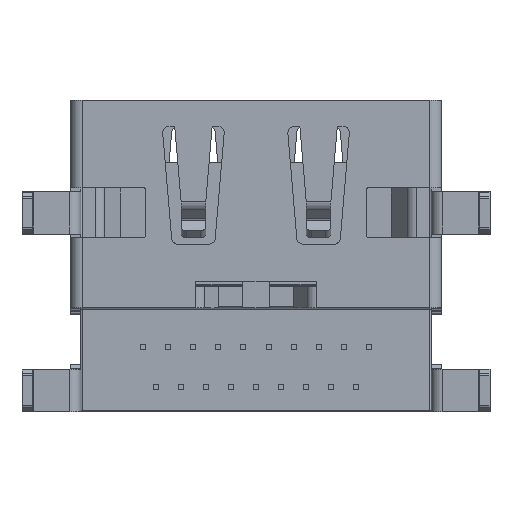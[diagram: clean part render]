
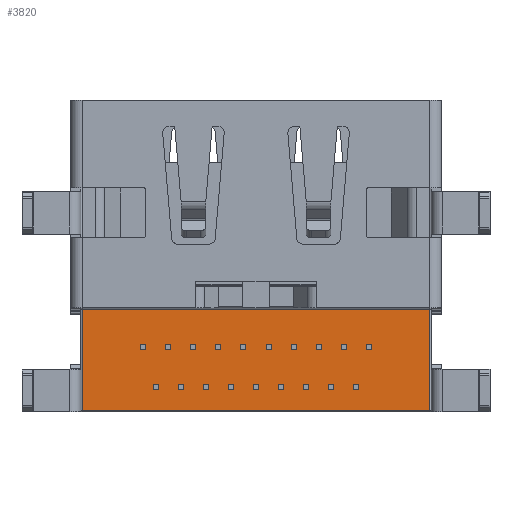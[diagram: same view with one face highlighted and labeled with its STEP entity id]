
A CAD part, front view. The second image highlights one B-rep face of the part: STEP entity #3820.
In plain terms, the highlighted planar face has unit normal (0, -1, 0).
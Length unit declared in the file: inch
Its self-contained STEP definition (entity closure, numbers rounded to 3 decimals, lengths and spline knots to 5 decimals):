
#341 = CARTESIAN_POINT ( 'NONE',  ( -0.27559, -0.04724, 0.16142 ) ) ;
#1064 = DIRECTION ( 'NONE',  ( 0., 0., -1. ) ) ;
#1081 = DIRECTION ( 'NONE',  ( 0., 0., -1. ) ) ;
#1199 = CARTESIAN_POINT ( 'NONE',  ( 0.27362, -0.04724, 0.00197 ) ) ;
#1378 = VECTOR ( 'NONE', #1064, 39.37008 ) ;
#2290 = VERTEX_POINT ( 'NONE', #13058 ) ;
#2377 = AXIS2_PLACEMENT_3D ( 'NONE', #12371, #9014, #8783 ) ;
#2489 = EDGE_CURVE ( 'NONE', #11399, #2290, #12203, .T. ) ;
#2665 = VECTOR ( 'NONE', #9154, 39.37008 ) ;
#3194 = CARTESIAN_POINT ( 'NONE',  ( 0.27362, -0.04724, 0.16142 ) ) ;
#3251 = CARTESIAN_POINT ( 'NONE',  ( 0.27362, -0.04724, 0.15354 ) ) ;
#3820 = ADVANCED_FACE ( 'NONE', ( #11503 ), #14844, .F. ) ;
#3848 = ORIENTED_EDGE ( 'NONE', *, *, #5628, .T. ) ;
#4003 = EDGE_CURVE ( 'NONE', #2290, #11478, #12906, .T. ) ;
#4004 = DIRECTION ( 'NONE',  ( -1., 0., 0. ) ) ;
#5628 = EDGE_CURVE ( 'NONE', #11478, #9940, #12960, .T. ) ;
#7514 = VECTOR ( 'NONE', #1081, 39.37008 ) ;
#7573 = VECTOR ( 'NONE', #4004, 39.37008 ) ;
#8302 = ORIENTED_EDGE ( 'NONE', *, *, #8742, .F. ) ;
#8314 = CARTESIAN_POINT ( 'NONE',  ( -0.27362, -0.04724, 0.15354 ) ) ;
#8605 = ORIENTED_EDGE ( 'NONE', *, *, #2489, .T. ) ;
#8742 = EDGE_CURVE ( 'NONE', #11399, #9940, #13853, .T. ) ;
#8783 = DIRECTION ( 'NONE',  ( 1., 0., 0. ) ) ;
#9014 = DIRECTION ( 'NONE',  ( 0., 1., 0. ) ) ;
#9060 = CARTESIAN_POINT ( 'NONE',  ( -0.27362, -0.04724, 0.00197 ) ) ;
#9154 = DIRECTION ( 'NONE',  ( 1., 0., 0. ) ) ;
#9940 = VERTEX_POINT ( 'NONE', #1199 ) ;
#11399 = VERTEX_POINT ( 'NONE', #3194 ) ;
#11478 = VERTEX_POINT ( 'NONE', #9060 ) ;
#11503 = FACE_OUTER_BOUND ( 'NONE', #12840, .T. ) ;
#12203 = LINE ( 'NONE', #341, #7573 ) ;
#12371 = CARTESIAN_POINT ( 'NONE',  ( -0.27559, -0.04724, 0.15354 ) ) ;
#12840 = EDGE_LOOP ( 'NONE', ( #3848, #8302, #8605, #15172 ) ) ;
#12887 = CARTESIAN_POINT ( 'NONE',  ( -0.27559, -0.04724, 0.00197 ) ) ;
#12906 = LINE ( 'NONE', #8314, #1378 ) ;
#12960 = LINE ( 'NONE', #12887, #2665 ) ;
#13058 = CARTESIAN_POINT ( 'NONE',  ( -0.27362, -0.04724, 0.16142 ) ) ;
#13853 = LINE ( 'NONE', #3251, #7514 ) ;
#14844 = PLANE ( 'NONE',  #2377 ) ;
#15172 = ORIENTED_EDGE ( 'NONE', *, *, #4003, .T. ) ;
